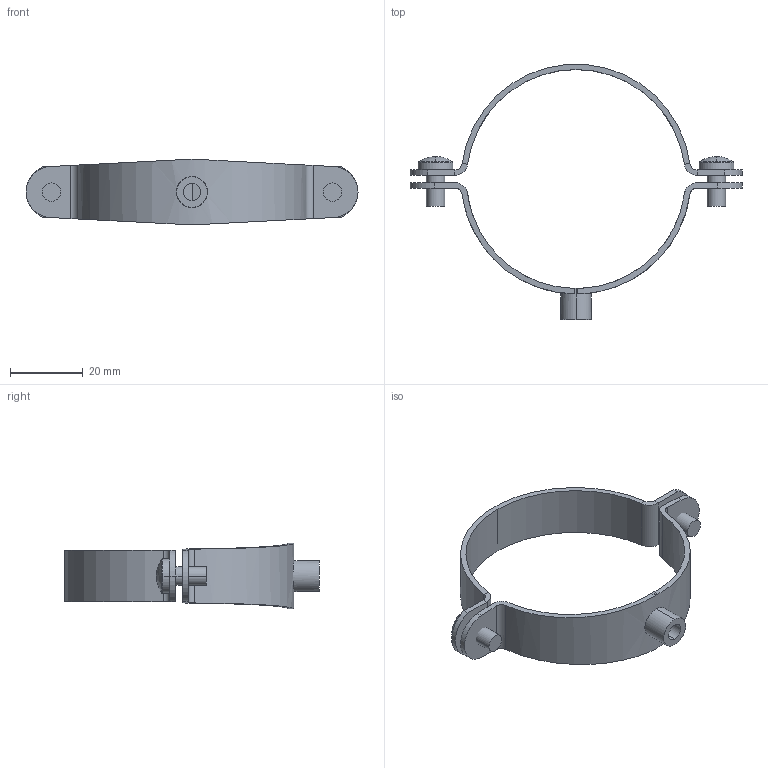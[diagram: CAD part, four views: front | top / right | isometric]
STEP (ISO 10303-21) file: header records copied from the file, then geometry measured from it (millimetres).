
FILE_DESCRIPTION (( 'STEP AP214' ), '1' );
FILE_NAME ('1360604.STEP', '2017-11-10T09:44:17', ( '' ), ( '' ), 'SwSTEP 2.0', 'SolidWorks 2016', '' );
FILE_SCHEMA (( 'AUTOMOTIVE_DESIGN' ));
Length unit declared in the file: millimetre
Products named in the file (4): ISO 7045 - M5 x 10 - Z --- 10C_ISO 7045 - M5 x 10 - Z --- 10C; BB013-26-02_Standard; BB013-26-01_Standard; 1360604
Assembly tree (4 placements, depth 2):
  1360604
    BB013-26-01_Standard
    BB013-26-02_Standard
    ISO 7045 - M5 x 10 - Z --- 10C_ISO 7045 - M5 x 10 - Z --- 10C  x2
Bounding box: 91 x 69.89 x 17.99 mm (x, y, z)
Volume: 6310.9 mm3; surface area: 8791.6 mm2
Topology: 4 solids, 4 shells, 68 faces, 153 edges, 96 vertices
Faces by surface type: cylinder 33, plane 27, sphere 4, torus 4
Entity records: 1937 total; most frequent: CARTESIAN_POINT 473, DIRECTION 281, ORIENTED_EDGE 266, EDGE_CURVE 133, AXIS2_PLACEMENT_3D 109, VERTEX_POINT 83, LINE 63, VECTOR 63
